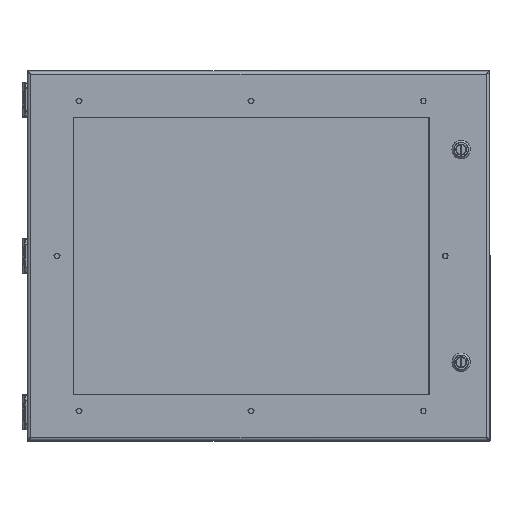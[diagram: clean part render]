
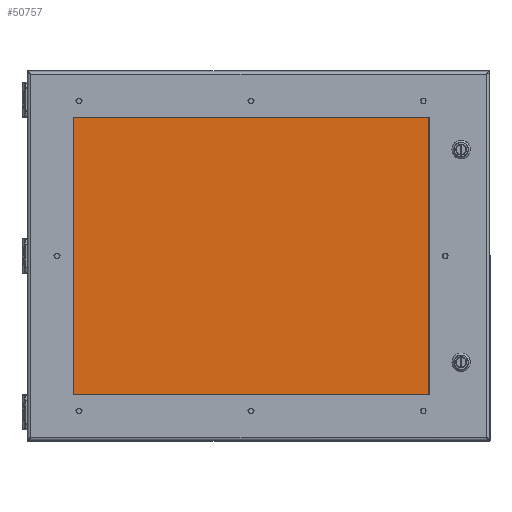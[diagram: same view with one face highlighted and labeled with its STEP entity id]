
A CAD part, top view. The second image highlights one B-rep face of the part: STEP entity #50757.
In plain terms, the highlighted planar face has unit normal (0, 0, 1).
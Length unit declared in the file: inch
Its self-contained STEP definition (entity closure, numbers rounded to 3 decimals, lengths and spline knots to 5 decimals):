
#2815 = EDGE_LOOP ( 'NONE', ( #62048, #89313, #86135, #111905 ) ) ;
#3522 = LINE ( 'NONE', #55175, #17668 ) ;
#16267 = PLANE ( 'NONE',  #44071 ) ;
#17668 = VECTOR ( 'NONE', #92634, 39.37008 ) ;
#19165 = LINE ( 'NONE', #118047, #97850 ) ;
#25711 = VERTEX_POINT ( 'NONE', #90204 ) ;
#37227 = DIRECTION ( 'NONE',  ( 0., 0., -1. ) ) ;
#44071 = AXIS2_PLACEMENT_3D ( 'NONE', #127493, #37227, #77130 ) ;
#45654 = CARTESIAN_POINT ( 'NONE',  ( -7.98497, 5.98438, 2.62023 ) ) ;
#46915 = CARTESIAN_POINT ( 'NONE',  ( -7.98497, 5.98438, 2.62023 ) ) ;
#48076 = VERTEX_POINT ( 'NONE', #126501 ) ;
#50757 = ADVANCED_FACE ( 'NONE', ( #124967 ), #16267, .F. ) ;
#55175 = CARTESIAN_POINT ( 'NONE',  ( -7.98497, -5.98437, 2.62023 ) ) ;
#59147 = DIRECTION ( 'NONE',  ( 0., 1., 0. ) ) ;
#62048 = ORIENTED_EDGE ( 'NONE', *, *, #77363, .T. ) ;
#75081 = LINE ( 'NONE', #46915, #111037 ) ;
#77130 = DIRECTION ( 'NONE',  ( -1., 0., 0. ) ) ;
#77363 = EDGE_CURVE ( 'NONE', #82256, #121508, #75081, .T. ) ;
#77518 = LINE ( 'NONE', #88697, #83699 ) ;
#82256 = VERTEX_POINT ( 'NONE', #123143 ) ;
#83699 = VECTOR ( 'NONE', #59147, 39.37008 ) ;
#86135 = ORIENTED_EDGE ( 'NONE', *, *, #98224, .T. ) ;
#88697 = CARTESIAN_POINT ( 'NONE',  ( 7.35878, 5.98438, 2.62023 ) ) ;
#89313 = ORIENTED_EDGE ( 'NONE', *, *, #94886, .T. ) ;
#90204 = CARTESIAN_POINT ( 'NONE',  ( 7.35878, -5.98437, 2.62023 ) ) ;
#92634 = DIRECTION ( 'NONE',  ( 0., -1., 0. ) ) ;
#94886 = EDGE_CURVE ( 'NONE', #121508, #48076, #3522, .T. ) ;
#97850 = VECTOR ( 'NONE', #109571, 39.37008 ) ;
#98224 = EDGE_CURVE ( 'NONE', #48076, #25711, #19165, .T. ) ;
#105241 = EDGE_CURVE ( 'NONE', #25711, #82256, #77518, .T. ) ;
#109571 = DIRECTION ( 'NONE',  ( 1., 0., 0. ) ) ;
#111037 = VECTOR ( 'NONE', #115067, 39.37008 ) ;
#111905 = ORIENTED_EDGE ( 'NONE', *, *, #105241, .T. ) ;
#115067 = DIRECTION ( 'NONE',  ( -1., 0., 0. ) ) ;
#118047 = CARTESIAN_POINT ( 'NONE',  ( 7.35878, -5.98437, 2.62023 ) ) ;
#121508 = VERTEX_POINT ( 'NONE', #45654 ) ;
#123143 = CARTESIAN_POINT ( 'NONE',  ( 7.35878, 5.98438, 2.62023 ) ) ;
#124967 = FACE_OUTER_BOUND ( 'NONE', #2815, .T. ) ;
#126501 = CARTESIAN_POINT ( 'NONE',  ( -7.98497, -5.98437, 2.62023 ) ) ;
#127493 = CARTESIAN_POINT ( 'NONE',  ( -0.3131, 0., 2.62023 ) ) ;
